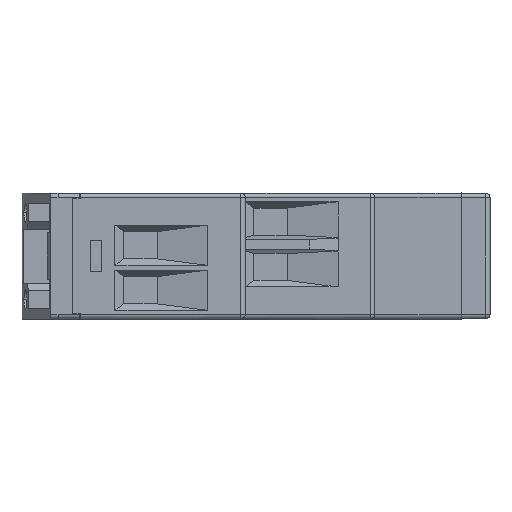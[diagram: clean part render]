
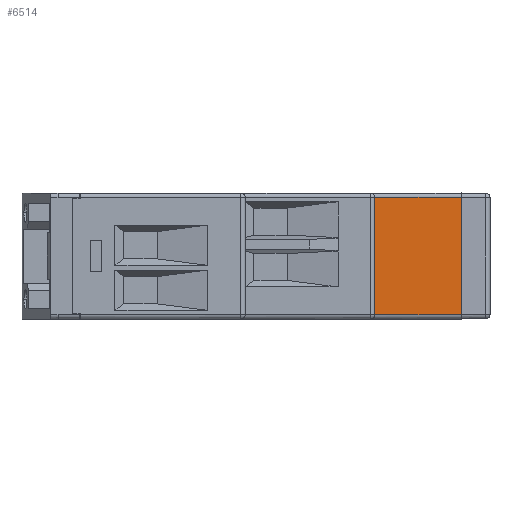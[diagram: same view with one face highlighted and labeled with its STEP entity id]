
A CAD part, left-side view. The second image highlights one B-rep face of the part: STEP entity #6514.
In plain terms, the highlighted planar face has unit normal (-1, -0.002, 0).
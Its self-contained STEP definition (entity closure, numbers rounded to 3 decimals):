
#157 = CARTESIAN_POINT ( 'NONE',  ( -27.243, -27.417, -3.5 ) ) ;
#188 = CARTESIAN_POINT ( 'NONE',  ( -27.243, -27.417, -3.5 ) ) ;
#270 = EDGE_LOOP ( 'NONE', ( #2218, #1794, #3639, #968 ) ) ;
#968 = ORIENTED_EDGE ( 'NONE', *, *, #2044, .T. ) ;
#1032 = EDGE_CURVE ( 'NONE', #2656, #8718, #8578, .T. ) ;
#1330 = LINE ( 'NONE', #3749, #6825 ) ;
#1557 = FACE_OUTER_BOUND ( 'NONE', #270, .T. ) ;
#1583 = DIRECTION ( 'NONE',  ( 0.002, -1., 0. ) ) ;
#1794 = ORIENTED_EDGE ( 'NONE', *, *, #1032, .T. ) ;
#2044 = EDGE_CURVE ( 'NONE', #9063, #4032, #1330, .T. ) ;
#2173 = CARTESIAN_POINT ( 'NONE',  ( -27.264, -15.417, -4.101 ) ) ;
#2218 = ORIENTED_EDGE ( 'NONE', *, *, #4695, .F. ) ;
#2265 = CARTESIAN_POINT ( 'NONE',  ( -27.264, -15.417, -3.5 ) ) ;
#2310 = DIRECTION ( 'NONE',  ( 0., 0., 1. ) ) ;
#2656 = VERTEX_POINT ( 'NONE', #2265 ) ;
#2886 = CARTESIAN_POINT ( 'NONE',  ( -27.243, -27.417, -4.101 ) ) ;
#3600 = DIRECTION ( 'NONE',  ( 1., 0.002, 0. ) ) ;
#3639 = ORIENTED_EDGE ( 'NONE', *, *, #8166, .T. ) ;
#3749 = CARTESIAN_POINT ( 'NONE',  ( -27.264, -15.417, 12.8 ) ) ;
#4032 = VERTEX_POINT ( 'NONE', #5034 ) ;
#4429 = CARTESIAN_POINT ( 'NONE',  ( -27.243, -27.417, -4.101 ) ) ;
#4695 = EDGE_CURVE ( 'NONE', #2656, #4032, #8295, .T. ) ;
#5034 = CARTESIAN_POINT ( 'NONE',  ( -27.264, -15.417, 12.8 ) ) ;
#5542 = CARTESIAN_POINT ( 'NONE',  ( -27.243, -27.417, 12.8 ) ) ;
#5891 = VECTOR ( 'NONE', #2310, 1000. ) ;
#5922 = DIRECTION ( 'NONE',  ( -0.002, 1., 0. ) ) ;
#6082 = AXIS2_PLACEMENT_3D ( 'NONE', #2886, #3600, #8595 ) ;
#6180 = VECTOR ( 'NONE', #6471, 1000. ) ;
#6471 = DIRECTION ( 'NONE',  ( 0., 0., 1. ) ) ;
#6514 = ADVANCED_FACE ( 'NONE', ( #1557 ), #7211, .F. ) ;
#6688 = LINE ( 'NONE', #4429, #5891 ) ;
#6714 = VECTOR ( 'NONE', #1583, 1000. ) ;
#6825 = VECTOR ( 'NONE', #5922, 1000. ) ;
#7211 = PLANE ( 'NONE',  #6082 ) ;
#8166 = EDGE_CURVE ( 'NONE', #8718, #9063, #6688, .T. ) ;
#8295 = LINE ( 'NONE', #2173, #6180 ) ;
#8578 = LINE ( 'NONE', #157, #6714 ) ;
#8595 = DIRECTION ( 'NONE',  ( -0.002, 1., 0. ) ) ;
#8718 = VERTEX_POINT ( 'NONE', #188 ) ;
#9063 = VERTEX_POINT ( 'NONE', #5542 ) ;
